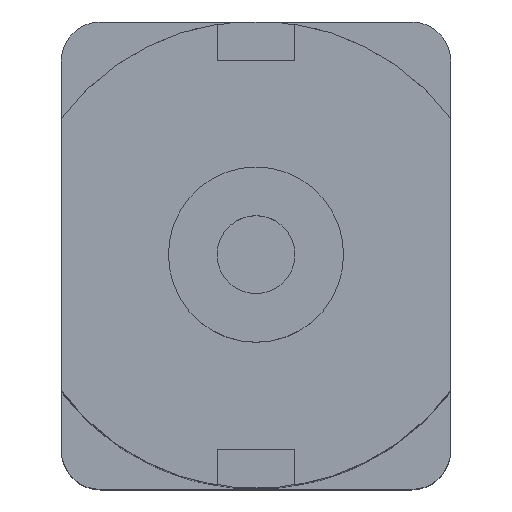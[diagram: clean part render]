
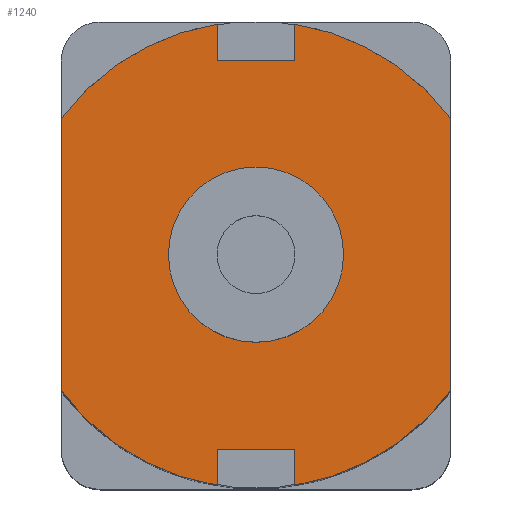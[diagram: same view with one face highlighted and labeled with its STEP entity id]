
A CAD part, top view. The second image highlights one B-rep face of the part: STEP entity #1240.
In plain terms, the highlighted planar face has unit normal (0, 0, 1).
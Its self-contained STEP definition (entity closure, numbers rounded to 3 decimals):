
#63=FACE_BOUND('',#150,.T.);
#75=FACE_OUTER_BOUND('',#149,.T.);
#149=EDGE_LOOP('',(#789,#790,#791,#792,#793,#794,#795,#796,#797,#798,#799,
#800));
#150=EDGE_LOOP('',(#801));
#235=CIRCLE('',#1398,6.25);
#236=CIRCLE('',#1399,6.25);
#237=CIRCLE('',#1400,6.25);
#238=CIRCLE('',#1401,6.25);
#239=CIRCLE('',#1402,2.25);
#295=LINE('',#1923,#401);
#296=LINE('',#1925,#402);
#297=LINE('',#1929,#403);
#298=LINE('',#1933,#404);
#299=LINE('',#1935,#405);
#300=LINE('',#1937,#406);
#301=LINE('',#1941,#407);
#302=LINE('',#1944,#408);
#401=VECTOR('',#1540,10.);
#402=VECTOR('',#1541,10.);
#403=VECTOR('',#1544,10.);
#404=VECTOR('',#1547,10.);
#405=VECTOR('',#1548,10.);
#406=VECTOR('',#1549,10.);
#407=VECTOR('',#1552,10.);
#408=VECTOR('',#1555,10.);
#507=VERTEX_POINT('',#1921);
#508=VERTEX_POINT('',#1922);
#509=VERTEX_POINT('',#1924);
#510=VERTEX_POINT('',#1926);
#511=VERTEX_POINT('',#1928);
#512=VERTEX_POINT('',#1930);
#513=VERTEX_POINT('',#1932);
#514=VERTEX_POINT('',#1934);
#515=VERTEX_POINT('',#1936);
#516=VERTEX_POINT('',#1938);
#517=VERTEX_POINT('',#1940);
#518=VERTEX_POINT('',#1942);
#519=VERTEX_POINT('',#1945);
#619=EDGE_CURVE('',#507,#508,#295,.T.);
#620=EDGE_CURVE('',#509,#507,#296,.T.);
#621=EDGE_CURVE('',#510,#509,#235,.T.);
#622=EDGE_CURVE('',#511,#510,#297,.T.);
#623=EDGE_CURVE('',#512,#511,#236,.T.);
#624=EDGE_CURVE('',#513,#512,#298,.T.);
#625=EDGE_CURVE('',#514,#513,#299,.T.);
#626=EDGE_CURVE('',#515,#514,#300,.T.);
#627=EDGE_CURVE('',#516,#515,#237,.T.);
#628=EDGE_CURVE('',#517,#516,#301,.T.);
#629=EDGE_CURVE('',#518,#517,#238,.T.);
#630=EDGE_CURVE('',#508,#518,#302,.T.);
#631=EDGE_CURVE('',#519,#519,#239,.T.);
#789=ORIENTED_EDGE('',*,*,#619,.F.);
#790=ORIENTED_EDGE('',*,*,#620,.F.);
#791=ORIENTED_EDGE('',*,*,#621,.F.);
#792=ORIENTED_EDGE('',*,*,#622,.F.);
#793=ORIENTED_EDGE('',*,*,#623,.F.);
#794=ORIENTED_EDGE('',*,*,#624,.F.);
#795=ORIENTED_EDGE('',*,*,#625,.F.);
#796=ORIENTED_EDGE('',*,*,#626,.F.);
#797=ORIENTED_EDGE('',*,*,#627,.F.);
#798=ORIENTED_EDGE('',*,*,#628,.F.);
#799=ORIENTED_EDGE('',*,*,#629,.F.);
#800=ORIENTED_EDGE('',*,*,#630,.F.);
#801=ORIENTED_EDGE('',*,*,#631,.T.);
#1129=PLANE('',#1397);
#1240=ADVANCED_FACE('',(#75,#63),#1129,.F.);
#1397=AXIS2_PLACEMENT_3D('',#1920,#1538,#1539);
#1398=AXIS2_PLACEMENT_3D('',#1927,#1542,#1543);
#1399=AXIS2_PLACEMENT_3D('',#1931,#1545,#1546);
#1400=AXIS2_PLACEMENT_3D('',#1939,#1550,#1551);
#1401=AXIS2_PLACEMENT_3D('',#1943,#1553,#1554);
#1402=AXIS2_PLACEMENT_3D('',#1946,#1556,#1557);
#1538=DIRECTION('center_axis',(0.,0.,-1.));
#1539=DIRECTION('ref_axis',(-1.,0.,0.));
#1540=DIRECTION('',(1.,0.,0.));
#1541=DIRECTION('',(0.,-1.,0.));
#1542=DIRECTION('center_axis',(0.,0.,-1.));
#1543=DIRECTION('ref_axis',(-0.8,0.6,0.));
#1544=DIRECTION('',(0.,1.,0.));
#1545=DIRECTION('center_axis',(0.,0.,-1.));
#1546=DIRECTION('ref_axis',(-0.16,-0.987,0.));
#1547=DIRECTION('',(0.,-1.,0.));
#1548=DIRECTION('',(-1.,0.,0.));
#1549=DIRECTION('',(0.,1.,0.));
#1550=DIRECTION('center_axis',(0.,0.,-1.));
#1551=DIRECTION('ref_axis',(0.8,-0.6,0.));
#1552=DIRECTION('',(0.,-1.,0.));
#1553=DIRECTION('center_axis',(0.,0.,-1.));
#1554=DIRECTION('ref_axis',(0.16,0.987,0.));
#1555=DIRECTION('',(0.,1.,0.));
#1556=DIRECTION('center_axis',(0.,0.,-1.));
#1557=DIRECTION('ref_axis',(1.,0.,0.));
#1920=CARTESIAN_POINT('Origin',(0.,0.,-1.));
#1921=CARTESIAN_POINT('',(-1.,5.,-1.));
#1922=CARTESIAN_POINT('',(1.,5.,-1.));
#1923=CARTESIAN_POINT('',(-1.,5.,-1.));
#1924=CARTESIAN_POINT('',(-1.,5.919,-1.));
#1925=CARTESIAN_POINT('',(-1.,5.919,-1.));
#1926=CARTESIAN_POINT('',(-5.,3.5,-1.));
#1927=CARTESIAN_POINT('Origin',(0.,-0.25,-1.));
#1928=CARTESIAN_POINT('',(-5.,-3.5,-1.));
#1929=CARTESIAN_POINT('',(-5.,-3.5,-1.));
#1930=CARTESIAN_POINT('',(-1.,-5.919,-1.));
#1931=CARTESIAN_POINT('Origin',(0.,0.25,-1.));
#1932=CARTESIAN_POINT('',(-1.,-5.,-1.));
#1933=CARTESIAN_POINT('',(-1.,-5.,-1.));
#1934=CARTESIAN_POINT('',(1.,-5.,-1.));
#1935=CARTESIAN_POINT('',(1.,-5.,-1.));
#1936=CARTESIAN_POINT('',(1.,-5.919,-1.));
#1937=CARTESIAN_POINT('',(1.,-5.919,-1.));
#1938=CARTESIAN_POINT('',(5.,-3.5,-1.));
#1939=CARTESIAN_POINT('Origin',(0.,0.25,-1.));
#1940=CARTESIAN_POINT('',(5.,3.5,-1.));
#1941=CARTESIAN_POINT('',(5.,3.5,-1.));
#1942=CARTESIAN_POINT('',(1.,5.919,-1.));
#1943=CARTESIAN_POINT('Origin',(0.,-0.25,-1.));
#1944=CARTESIAN_POINT('',(1.,5.,-1.));
#1945=CARTESIAN_POINT('',(-2.25,0.,-1.));
#1946=CARTESIAN_POINT('Origin',(0.,0.,-1.));
